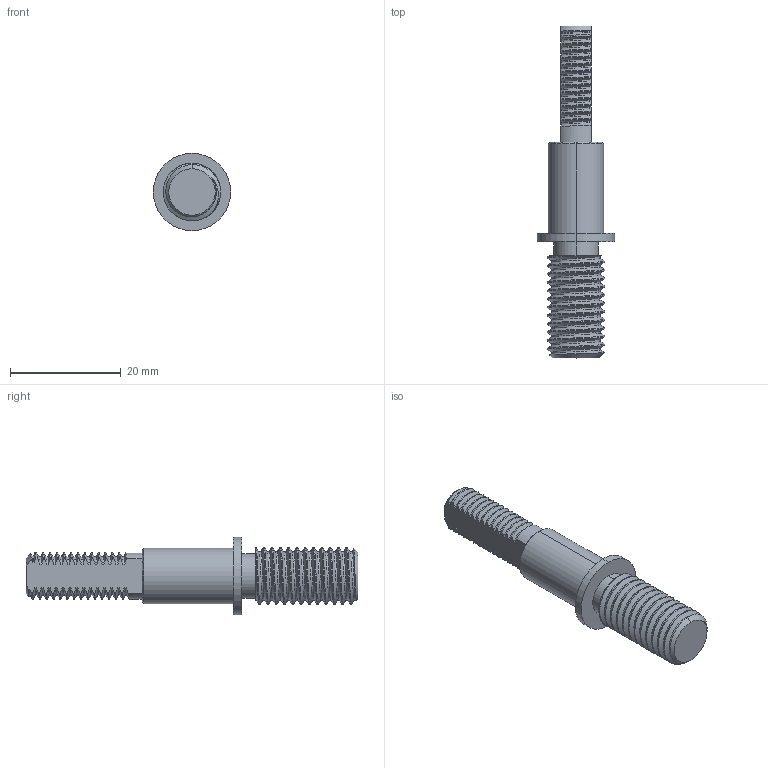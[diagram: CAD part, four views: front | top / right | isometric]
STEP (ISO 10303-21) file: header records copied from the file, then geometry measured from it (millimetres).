
FILE_DESCRIPTION (( 'STEP AP214' ), '1' );
FILE_NAME ('axeroulettechariotpoign馥.STEP', '2019-09-11T10:18:19', ( '' ), ( '' ), 'SwSTEP 2.0', 'SolidWorks 2018', '' );
FILE_SCHEMA (( 'AUTOMOTIVE_DESIGN' ));
Products named in the file (1): axeroulettechariotpoign馥
Bounding box: 14 x 60 x 14 mm (x, y, z)
Volume: 3775.4 mm3; surface area: 2484.4 mm2
Topology: 1 solids, 1 shells, 183 faces, 526 edges, 349 vertices
Faces by surface type: bspline 93, cylinder 75, plane 8, cone 7
Entity records: 46117 total; most frequent: CARTESIAN_POINT 42656, ORIENTED_EDGE 1052, EDGE_CURVE 526, VERTEX_POINT 349, DIRECTION 347, EDGE_LOOP 187, FACE_OUTER_BOUND 183, ADVANCED_FACE 183
